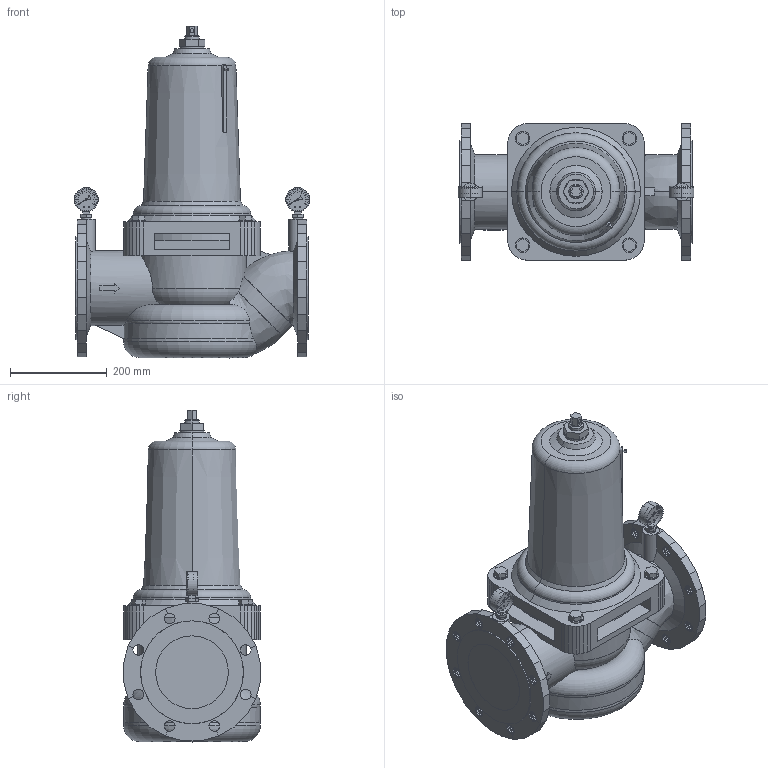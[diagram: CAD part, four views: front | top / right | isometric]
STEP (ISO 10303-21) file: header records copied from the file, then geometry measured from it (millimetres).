
FILE_DESCRIPTION(('no description'),'unknown implementation level');
FILE_NAME('HoneywellHome_D15S-150A_3D.stp',' ',('pit-cup GmbH'),('CADClick - KiM GmbH - www.kimweb.de'),'unknown preprocess','ACIS','unknown authorization');
FILE_SCHEMA(('automotive_design'));
Length unit declared in the file: millimetre
Products named in the file (6): 1; 2; 3; 4; 5; 6
Bounding box: 486 x 282.55 x 684.9 mm (x, y, z)
Volume: 30511803.8 mm3; surface area: 1325561 mm2
Topology: 6 solids, 8 shells, 1355 faces, 3712 edges, 2457 vertices
Faces by surface type: plane 1213, cylinder 92, cone 22, torus 22, bspline 6
Entity records: 90434 total; most frequent: CARTESIAN_POINT 14034, STYLED_ITEM 7530, PRESENTATION_STYLE_ASSIGNMENT 7530, COLOUR_RGB 7530, ORIENTED_EDGE 7432, DIRECTION 6674, EDGE_CURVE 3712, CURVE_STYLE 3712
